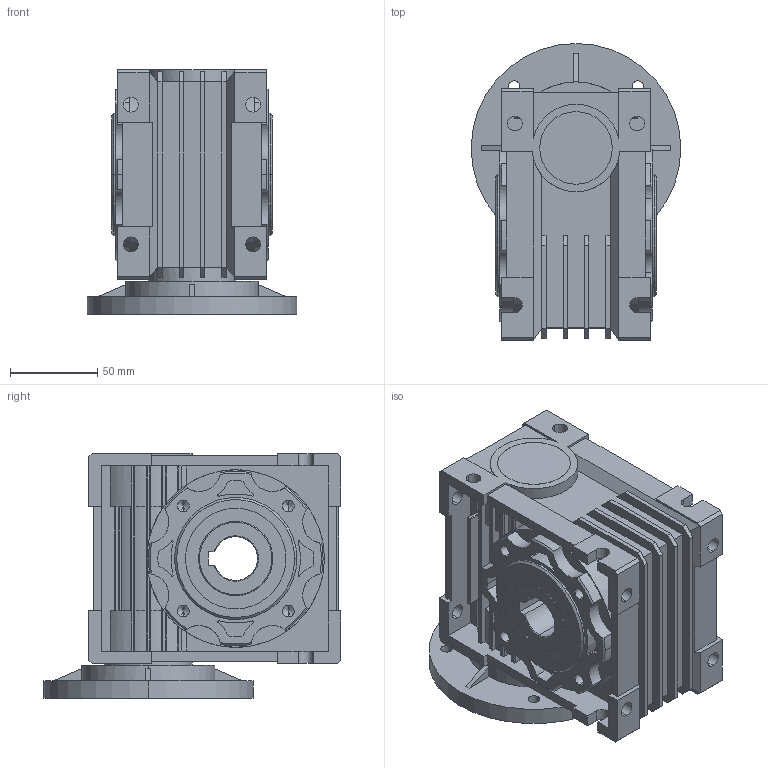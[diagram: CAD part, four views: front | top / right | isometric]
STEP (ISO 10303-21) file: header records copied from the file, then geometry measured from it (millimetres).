
FILE_DESCRIPTION (( 'STEP AP203' ), '1' );
FILE_NAME ('RV50-80B14.STEP', '2016-08-05T01:36:06', ( 'rarae' ), ( 'tyuit' ), 'SwSTEP 2.0', 'SolidWorks 2010', '' );
FILE_SCHEMA (( 'CONFIG_CONTROL_DESIGN' ));
Length unit declared in the file: millimetre
Products named in the file (5): RV输入空心轴_050_19_.step; RV怀堤諾陑粣_050_25H8.step; RV50-80B14; 眊极; 楊擘
Assembly tree (4 placements, depth 2):
  RV50-80B14
    眊极
    RV输入空心轴_050_19_.step
    RV怀堤諾陑粣_050_25H8.step
    楊擘
Bounding box: 120 x 170 x 140 mm (x, y, z)
Volume: 251798 mm3; surface area: 223794 mm2
Topology: 3 solids, 10 shells, 694 faces, 1880 edges, 1231 vertices
Faces by surface type: plane 324, cylinder 312, cone 54, bspline 2, torus 2
Entity records: 22738 total; most frequent: CARTESIAN_POINT 4343, DIRECTION 3823, ORIENTED_EDGE 3704, EDGE_CURVE 1864, AXIS2_PLACEMENT_3D 1357, VERTEX_POINT 1231, VECTOR 1109, LINE 1109
